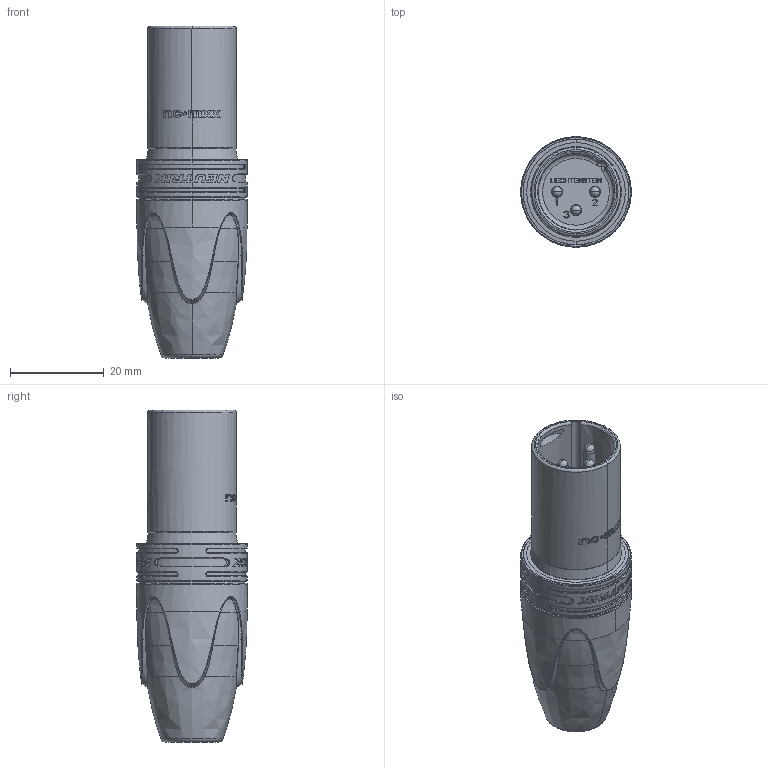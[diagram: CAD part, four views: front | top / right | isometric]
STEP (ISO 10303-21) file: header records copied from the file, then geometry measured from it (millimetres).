
FILE_DESCRIPTION((''),'2;1');
FILE_NAME('30011444','2024-05-02T11:50:22',('SYSTEM'),(''),'CREO PARAMETRIC BY PTC INC, 2023424','CREO PARAMETRIC BY PTC INC, 2023424','');
FILE_SCHEMA(('CONFIG_CONTROL_DESIGN'));
Length unit declared in the file: millimetre
Products named in the file (1): 30011444
Bounding box: 23.6 x 23.6 x 71 mm (x, y, z)
Volume: 20040.4 mm3; surface area: 6363.9 mm2
Topology: 1 solids, 3 shells, 881 faces, 2334 edges, 1506 vertices
Faces by surface type: plane 571, bspline 124, cylinder 84, extrusion 43, torus 33, cone 20, sphere 6
Entity records: 37508 total; most frequent: CARTESIAN_POINT 16980, ORIENTED_EDGE 4656, DIRECTION 3600, EDGE_CURVE 2328, VERTEX_POINT 1506, VECTOR 1360, LINE 1317, AXIS2_PLACEMENT_3D 1120
